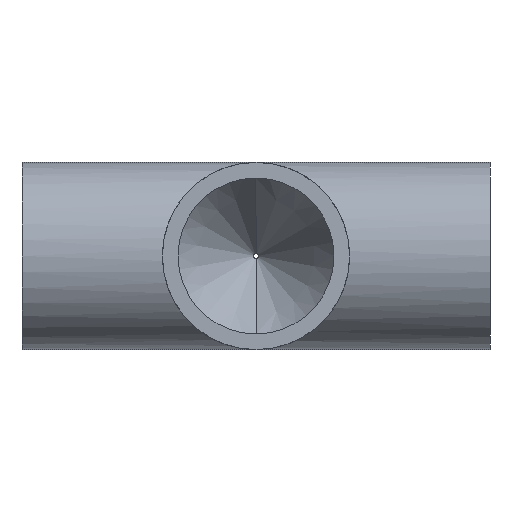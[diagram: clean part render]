
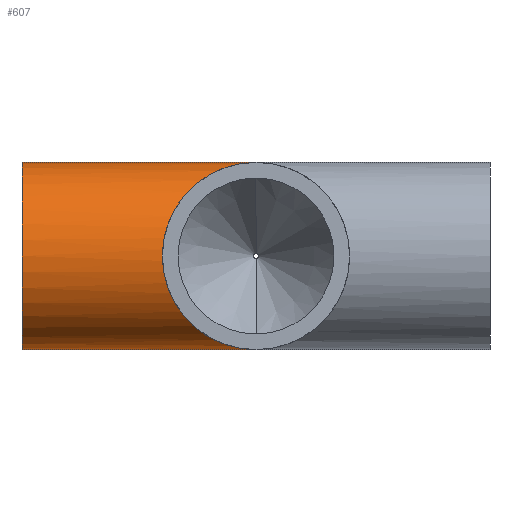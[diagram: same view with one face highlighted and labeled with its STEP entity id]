
A CAD part, left-side view. The second image highlights one B-rep face of the part: STEP entity #607.
In plain terms, the highlighted cylindrical face has radius 12 mm (diameter 24 mm), a partial arc.
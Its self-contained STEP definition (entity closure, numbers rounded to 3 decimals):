
#27 = CARTESIAN_POINT ( 'NONE',  ( 0., 0., -12. ) ) ;
#63 = VECTOR ( 'NONE', #351, 1000. ) ;
#122 = VECTOR ( 'NONE', #1021, 1000. ) ;
#171 = DIRECTION ( 'NONE',  ( 0., -1., 0. ) ) ;
#174 = VERTEX_POINT ( 'NONE', #447 ) ;
#190 = ORIENTED_EDGE ( 'NONE', *, *, #1017, .T. ) ;
#222 = EDGE_CURVE ( 'NONE', #1107, #841, #987, .T. ) ;
#277 = CARTESIAN_POINT ( 'NONE',  ( 0., 30., 12. ) ) ;
#351 = DIRECTION ( 'NONE',  ( 0., -1., 0. ) ) ;
#365 = DIRECTION ( 'NONE',  ( 0., 0., -1. ) ) ;
#366 = AXIS2_PLACEMENT_3D ( 'NONE', #700, #171, #791 ) ;
#400 = EDGE_CURVE ( 'NONE', #174, #932, #407, .T. ) ;
#406 = FACE_OUTER_BOUND ( 'NONE', #869, .T. ) ;
#407 = LINE ( 'NONE', #27, #122 ) ;
#408 = CARTESIAN_POINT ( 'NONE',  ( -24., 24., -12. ) ) ;
#410 = CARTESIAN_POINT ( 'NONE',  ( 0., 0., 12. ) ) ;
#427 = ORIENTED_EDGE ( 'NONE', *, *, #222, .F. ) ;
#447 = CARTESIAN_POINT ( 'NONE',  ( 0., 30., -12. ) ) ;
#478 = AXIS2_PLACEMENT_3D ( 'NONE', #814, #982, #365 ) ;
#607 = ADVANCED_FACE ( 'NONE', ( #406 ), #1075, .T. ) ;
#676 = CARTESIAN_POINT ( 'NONE',  ( 0., 0., 12. ) ) ;
#700 = CARTESIAN_POINT ( 'NONE',  ( 0., 30., 0. ) ) ;
#788 = CIRCLE ( 'NONE', #366, 12. ) ;
#791 = DIRECTION ( 'NONE',  ( 0., 0., -1. ) ) ;
#814 = CARTESIAN_POINT ( 'NONE',  ( 0., 0., 0. ) ) ;
#819 = EDGE_CURVE ( 'NONE', #841, #932, #945, .T. ) ;
#841 = VERTEX_POINT ( 'NONE', #410 ) ;
#868 = CARTESIAN_POINT ( 'NONE',  ( 0., 0., -12. ) ) ;
#869 = EDGE_LOOP ( 'NONE', ( #427, #190, #918, #1000 ) ) ;
#918 = ORIENTED_EDGE ( 'NONE', *, *, #400, .T. ) ;
#932 = VERTEX_POINT ( 'NONE', #868 ) ;
#939 = CARTESIAN_POINT ( 'NONE',  ( -24., 24., 12. ) ) ;
#945 =( BOUNDED_CURVE ( )  B_SPLINE_CURVE ( 3, ( #676, #939, #408, #1013 ),
 .UNSPECIFIED., .F., .F. ) 
 B_SPLINE_CURVE_WITH_KNOTS ( ( 4, 4 ),
 ( 1.571, 4.712 ),
 .UNSPECIFIED. ) 
 CURVE ( )  GEOMETRIC_REPRESENTATION_ITEM ( )  RATIONAL_B_SPLINE_CURVE ( ( 1., 0.333, 0.333, 1. ) ) 
 REPRESENTATION_ITEM ( '' )  );
#970 = CARTESIAN_POINT ( 'NONE',  ( 0., 0., 12. ) ) ;
#982 = DIRECTION ( 'NONE',  ( 0., -1., 0. ) ) ;
#987 = LINE ( 'NONE', #970, #63 ) ;
#1000 = ORIENTED_EDGE ( 'NONE', *, *, #819, .F. ) ;
#1013 = CARTESIAN_POINT ( 'NONE',  ( 0., 0., -12. ) ) ;
#1017 = EDGE_CURVE ( 'NONE', #1107, #174, #788, .T. ) ;
#1021 = DIRECTION ( 'NONE',  ( 0., -1., 0. ) ) ;
#1075 = CYLINDRICAL_SURFACE ( 'NONE', #478, 12. ) ;
#1107 = VERTEX_POINT ( 'NONE', #277 ) ;
